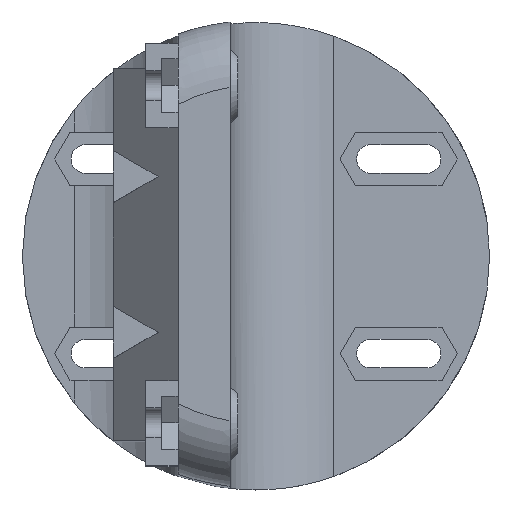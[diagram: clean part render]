
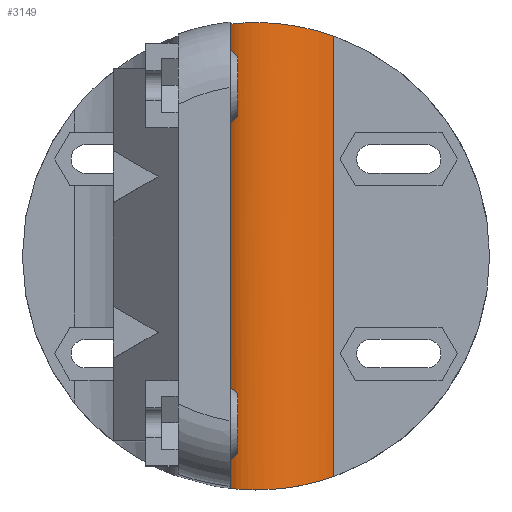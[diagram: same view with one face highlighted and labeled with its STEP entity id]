
A CAD part, top view. The second image highlights one B-rep face of the part: STEP entity #3149.
In plain terms, the highlighted cylindrical face has radius 8 mm (diameter 16 mm), a partial arc.
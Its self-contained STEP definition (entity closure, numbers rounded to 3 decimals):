
#29=CYLINDRICAL_SURFACE('',#3351,8.);
#75=B_SPLINE_CURVE_WITH_KNOTS('',3,(#4957,#4958,#4959,#4960,#4961,#4962,
#4963,#4964,#4965,#4966),.UNSPECIFIED.,.F.,.F.,(4,2,2,2,4),(2.559,
2.862,3.165,3.472,3.778),
 .UNSPECIFIED.);
#76=B_SPLINE_CURVE_WITH_KNOTS('',3,(#4969,#4970,#4971,#4972,#4973,#4974,
#4975,#4976,#4977,#4978),.UNSPECIFIED.,.F.,.F.,(4,2,2,2,4),(1.341,
1.647,1.953,2.256,2.559),
 .UNSPECIFIED.);
#329=FACE_OUTER_BOUND('',#514,.T.);
#514=EDGE_LOOP('',(#2740,#2741,#2742,#2743));
#578=LINE('',#4271,#961);
#855=LINE('',#4968,#1238);
#961=VECTOR('',#3447,10.);
#1238=VECTOR('',#3988,10.);
#1397=VERTEX_POINT('',#4269);
#1398=VERTEX_POINT('',#4270);
#1603=VERTEX_POINT('',#4956);
#1604=VERTEX_POINT('',#4967);
#1696=EDGE_CURVE('',#1397,#1398,#578,.T.);
#1999=EDGE_CURVE('',#1398,#1603,#75,.T.);
#2000=EDGE_CURVE('',#1603,#1604,#855,.T.);
#2001=EDGE_CURVE('',#1397,#1604,#76,.F.);
#2740=ORIENTED_EDGE('',*,*,#1999,.T.);
#2741=ORIENTED_EDGE('',*,*,#2000,.T.);
#2742=ORIENTED_EDGE('',*,*,#2001,.F.);
#2743=ORIENTED_EDGE('',*,*,#1696,.T.);
#3149=ADVANCED_FACE('',(#329),#29,.F.);
#3351=AXIS2_PLACEMENT_3D('',#4955,#3986,#3987);
#3447=DIRECTION('',(0.,-1.,0.));
#3986=DIRECTION('center_axis',(0.,-1.,0.));
#3987=DIRECTION('ref_axis',(-0.707,0.,-0.707));
#3988=DIRECTION('',(0.,1.,0.));
#4269=CARTESIAN_POINT('',(-2.,17.889,17.4));
#4270=CARTESIAN_POINT('',(-2.,-17.889,17.4));
#4271=CARTESIAN_POINT('',(-2.,-8.944,17.4));
#4955=CARTESIAN_POINT('Origin',(6.,-8.944,17.4));
#4956=CARTESIAN_POINT('',(6.,-16.971,9.4));
#4957=CARTESIAN_POINT('Ctrl Pts',(-2.,-17.889,17.4));
#4958=CARTESIAN_POINT('Ctrl Pts',(-2.,-17.889,16.39));
#4959=CARTESIAN_POINT('Ctrl Pts',(-1.797,-17.915,15.314));
#4960=CARTESIAN_POINT('Ctrl Pts',(-0.973,-17.978,
13.336));
#4961=CARTESIAN_POINT('Ctrl Pts',(-0.353,-18.011,12.434));
#4962=CARTESIAN_POINT('Ctrl Pts',(1.088,-17.982,11.003));
#4963=CARTESIAN_POINT('Ctrl Pts',(2.005,-17.916,10.387));
#4964=CARTESIAN_POINT('Ctrl Pts',(3.981,-17.583,9.586));
#4965=CARTESIAN_POINT('Ctrl Pts',(5.038,-17.311,9.4));
#4966=CARTESIAN_POINT('Ctrl Pts',(6.,-16.971,9.4));
#4967=CARTESIAN_POINT('',(6.,16.971,9.4));
#4968=CARTESIAN_POINT('',(6.,-8.944,9.4));
#4969=CARTESIAN_POINT('Ctrl Pts',(6.,16.971,9.4));
#4970=CARTESIAN_POINT('Ctrl Pts',(5.038,17.311,9.4));
#4971=CARTESIAN_POINT('Ctrl Pts',(3.981,17.583,9.586));
#4972=CARTESIAN_POINT('Ctrl Pts',(2.005,17.916,10.387));
#4973=CARTESIAN_POINT('Ctrl Pts',(1.088,17.982,11.003));
#4974=CARTESIAN_POINT('Ctrl Pts',(-0.353,18.011,12.434));
#4975=CARTESIAN_POINT('Ctrl Pts',(-0.973,17.978,13.336));
#4976=CARTESIAN_POINT('Ctrl Pts',(-1.797,17.915,15.314));
#4977=CARTESIAN_POINT('Ctrl Pts',(-2.,17.889,16.39));
#4978=CARTESIAN_POINT('Ctrl Pts',(-2.,17.889,17.4));
